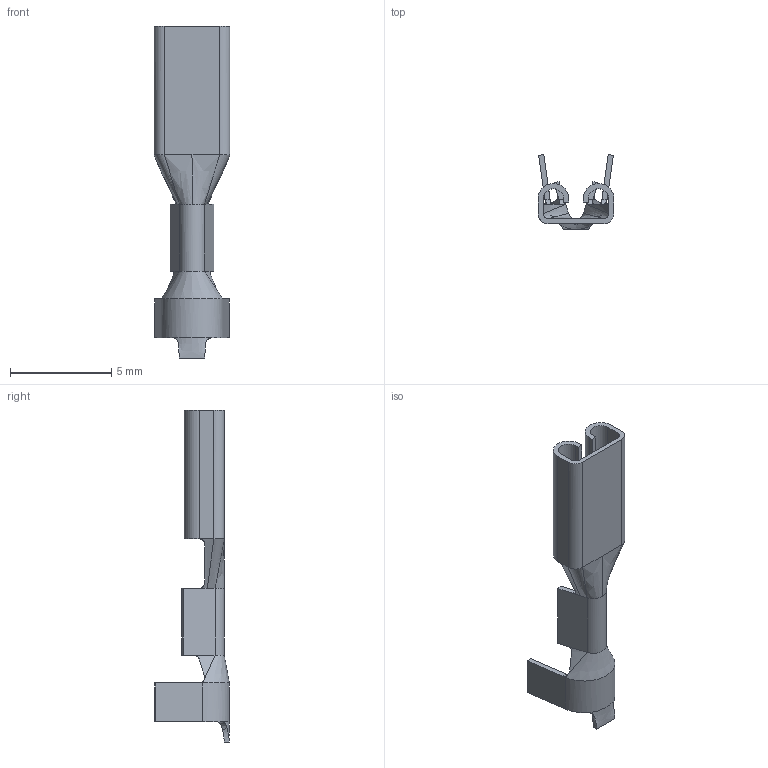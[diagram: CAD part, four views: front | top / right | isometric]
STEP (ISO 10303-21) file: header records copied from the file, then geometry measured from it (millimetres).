
FILE_DESCRIPTION((''),'2;1');
FILE_NAME('C-150545-2','2016-06-30T',('workeradm'),('Tyco Electronics Ltd.'),'CREO PARAMETRIC BY PTC INC, 2016050','CREO PARAMETRIC BY PTC INC, 2016050','');
FILE_SCHEMA(('AUTOMOTIVE_DESIGN { 1 0 10303 214 1 1 1 1 }'));
Length unit declared in the file: millimetre
Products named in the file (1): C-150545-2
Bounding box: 3.75 x 3.68 x 16.37 mm (x, y, z)
Volume: 27.2 mm3; surface area: 232.3 mm2
Topology: 1 solids, 1 shells, 88 faces, 217 edges, 131 vertices
Faces by surface type: plane 40, bspline 28, cylinder 20
Entity records: 3939 total; most frequent: CARTESIAN_POINT 1881, ORIENTED_EDGE 434, DIRECTION 305, EDGE_CURVE 217, VECTOR 139, LINE 139, VERTEX_POINT 131, COLOUR_RGB 126
